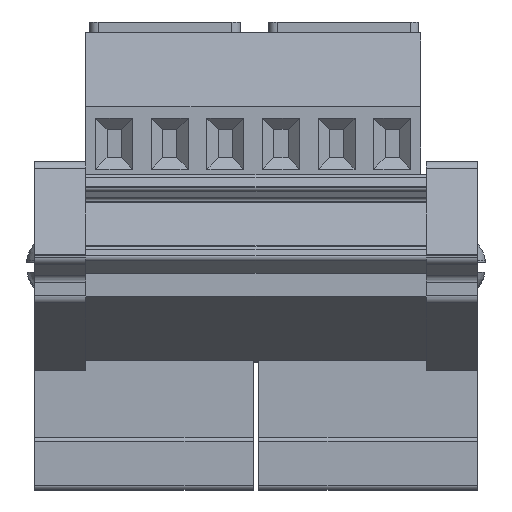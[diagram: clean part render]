
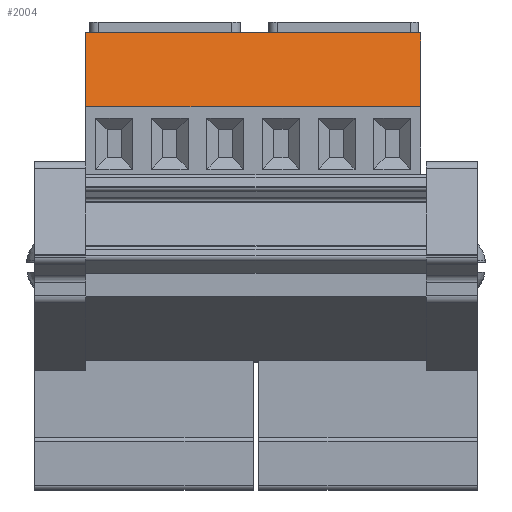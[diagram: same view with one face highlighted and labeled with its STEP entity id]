
A CAD part, top view. The second image highlights one B-rep face of the part: STEP entity #2004.
In plain terms, the highlighted planar face has unit normal (0, 0.218, 0.976).
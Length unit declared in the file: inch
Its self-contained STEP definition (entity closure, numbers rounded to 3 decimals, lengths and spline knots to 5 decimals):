
#352 = EDGE_CURVE ( 'NONE', #12822, #969, #16110, .T. ) ;
#749 = VECTOR ( 'NONE', #12627, 39.37008 ) ;
#969 = VERTEX_POINT ( 'NONE', #20760 ) ;
#2004 = ADVANCED_FACE ( 'NONE', ( #12852 ), #12820, .F. ) ;
#2092 = CARTESIAN_POINT ( 'NONE',  ( 0.58, 0.24, 1.15422 ) ) ;
#2431 = DIRECTION ( 'NONE',  ( 0., -0.218, -0.976 ) ) ;
#3732 = LINE ( 'NONE', #11695, #15478 ) ;
#4036 = CARTESIAN_POINT ( 'NONE',  ( -0.6, 0.24, 1.15422 ) ) ;
#4348 = CARTESIAN_POINT ( 'NONE',  ( -2.12, 0.24, 1.15422 ) ) ;
#5013 = VECTOR ( 'NONE', #17611, 39.37008 ) ;
#5650 = CARTESIAN_POINT ( 'NONE',  ( 0.58, 0.5, 1.09619 ) ) ;
#5708 = VECTOR ( 'NONE', #20741, 39.37008 ) ;
#5747 = EDGE_CURVE ( 'NONE', #12822, #14096, #17404, .T. ) ;
#8294 = CARTESIAN_POINT ( 'NONE',  ( -2.12, 0.5, 1.09619 ) ) ;
#8618 = CARTESIAN_POINT ( 'NONE',  ( -2.12, 0.5, 1.09619 ) ) ;
#11677 = ORIENTED_EDGE ( 'NONE', *, *, #5747, .T. ) ;
#11695 = CARTESIAN_POINT ( 'NONE',  ( 0.58, 1.39381, 0.8967 ) ) ;
#12627 = DIRECTION ( 'NONE',  ( 1., 0., 0. ) ) ;
#12820 = PLANE ( 'NONE',  #21885 ) ;
#12822 = VERTEX_POINT ( 'NONE', #4036 ) ;
#12852 = FACE_OUTER_BOUND ( 'NONE', #20622, .T. ) ;
#14063 = EDGE_CURVE ( 'NONE', #969, #15743, #15490, .T. ) ;
#14096 = VERTEX_POINT ( 'NONE', #2092 ) ;
#14742 = ORIENTED_EDGE ( 'NONE', *, *, #20949, .F. ) ;
#15478 = VECTOR ( 'NONE', #20090, 39.37008 ) ;
#15490 = LINE ( 'NONE', #8294, #5708 ) ;
#15743 = VERTEX_POINT ( 'NONE', #5650 ) ;
#16110 = LINE ( 'NONE', #19701, #5013 ) ;
#17004 = DIRECTION ( 'NONE',  ( 0., 0.976, -0.218 ) ) ;
#17404 = LINE ( 'NONE', #4348, #749 ) ;
#17611 = DIRECTION ( 'NONE',  ( 0., 0.976, -0.218 ) ) ;
#19701 = CARTESIAN_POINT ( 'NONE',  ( -0.6, 1.39381, 0.8967 ) ) ;
#20090 = DIRECTION ( 'NONE',  ( 0., -0.976, 0.218 ) ) ;
#20622 = EDGE_LOOP ( 'NONE', ( #11677, #14742, #22892, #21752 ) ) ;
#20741 = DIRECTION ( 'NONE',  ( 1., 0., 0. ) ) ;
#20760 = CARTESIAN_POINT ( 'NONE',  ( -0.6, 0.5, 1.09619 ) ) ;
#20949 = EDGE_CURVE ( 'NONE', #15743, #14096, #3732, .T. ) ;
#21752 = ORIENTED_EDGE ( 'NONE', *, *, #352, .F. ) ;
#21885 = AXIS2_PLACEMENT_3D ( 'NONE', #8618, #2431, #17004 ) ;
#22892 = ORIENTED_EDGE ( 'NONE', *, *, #14063, .F. ) ;
